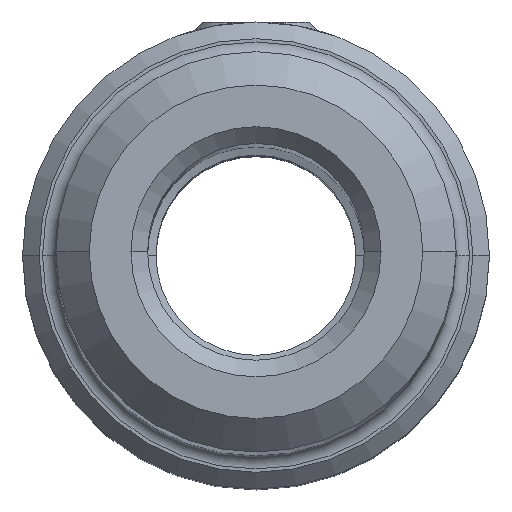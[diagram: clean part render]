
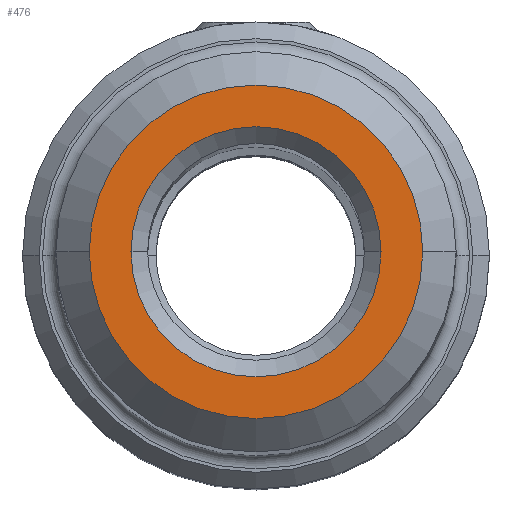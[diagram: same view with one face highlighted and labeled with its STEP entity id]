
A CAD part, top view. The second image highlights one B-rep face of the part: STEP entity #476.
In plain terms, the highlighted planar face has unit normal (0, 0, 1).
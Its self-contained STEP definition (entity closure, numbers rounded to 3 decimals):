
#476=ADVANCED_FACE('NONE',(#1193,#1194),#1195,.T.);
#516=VERTEX_POINT('NONE',#1240);
#618=EDGE_CURVE('NONE',#1000,#1004,#1349,.T.);
#676=EDGE_CURVE('NONE',#814,#516,#1411,.T.);
#738=EDGE_CURVE('NONE',#516,#814,#1482,.T.);
#742=EDGE_CURVE('NONE',#1004,#1000,#1486,.T.);
#814=VERTEX_POINT('NONE',#1576);
#1000=VERTEX_POINT('NONE',#1788);
#1004=VERTEX_POINT('NONE',#1793);
#1193=FACE_OUTER_BOUND('',#2043,.T.);
#1194=FACE_BOUND('',#2044,.T.);
#1195=PLANE('',#2045);
#1240=CARTESIAN_POINT('',(-3.75,0.,85.0));
#1349=CIRCLE('',#2318,5.);
#1411=CIRCLE('',#2434,3.75);
#1482=CIRCLE('',#2558,3.75);
#1486=CIRCLE('',#2565,5.);
#1576=CARTESIAN_POINT('',(3.75,0.0,85.0));
#1788=CARTESIAN_POINT('',(-5.,0.0,85.0));
#1793=CARTESIAN_POINT('',(5.,0.,85.0));
#2043=EDGE_LOOP('',(#3213,#3214));
#2044=EDGE_LOOP('',(#3215,#3216));
#2045=AXIS2_PLACEMENT_3D('',#3217,#3218,#3219);
#2318=AXIS2_PLACEMENT_3D('',#3379,#3380,#3381);
#2434=AXIS2_PLACEMENT_3D('',#3443,#3444,#3445);
#2558=AXIS2_PLACEMENT_3D('',#3536,#3537,#3538);
#2565=AXIS2_PLACEMENT_3D('',#3540,#3541,#3542);
#3213=ORIENTED_EDGE('',*,*,#618,.T.);
#3214=ORIENTED_EDGE('',*,*,#742,.T.);
#3215=ORIENTED_EDGE('',*,*,#676,.T.);
#3216=ORIENTED_EDGE('',*,*,#738,.T.);
#3217=CARTESIAN_POINT('',(0.0,6.,85.0));
#3218=DIRECTION('',(0.0,0.0,1.0));
#3219=DIRECTION('',(1.0,0.0,0.0));
#3379=CARTESIAN_POINT('',(0.0,0.0,85.0));
#3380=DIRECTION('',(0.0,0.0,1.0));
#3381=DIRECTION('',(1.0,0.0,0.0));
#3443=CARTESIAN_POINT('',(0.0,0.0,85.0));
#3444=DIRECTION('',(0.0,0.0,-1.0));
#3445=DIRECTION('',(1.0,0.0,0.0));
#3536=CARTESIAN_POINT('',(0.0,0.0,85.0));
#3537=DIRECTION('',(0.0,0.0,-1.0));
#3538=DIRECTION('',(1.0,0.0,0.0));
#3540=CARTESIAN_POINT('',(0.0,0.0,85.0));
#3541=DIRECTION('',(0.0,0.0,1.0));
#3542=DIRECTION('',(1.0,0.0,0.0));
